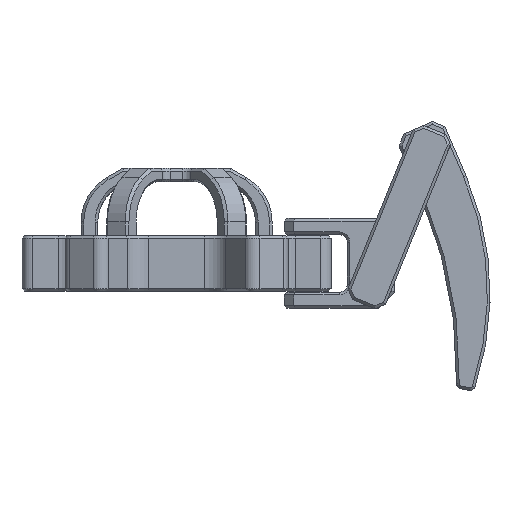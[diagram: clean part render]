
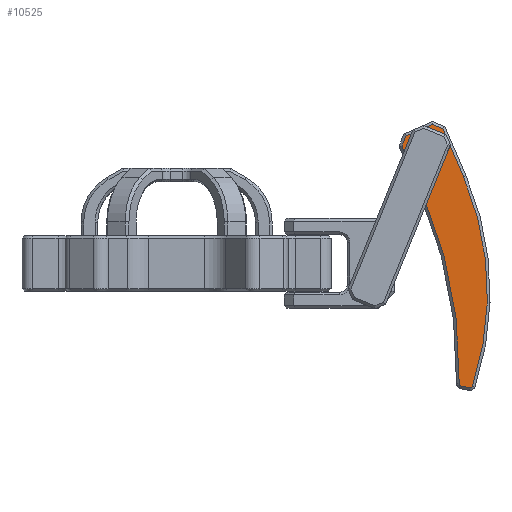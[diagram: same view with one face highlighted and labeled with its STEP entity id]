
A CAD part, front view. The second image highlights one B-rep face of the part: STEP entity #10525.
In plain terms, the highlighted planar face has unit normal (0, -1, 0).
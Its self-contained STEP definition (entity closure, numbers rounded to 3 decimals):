
#152=FACE_BOUND('',#1659,.T.);
#533=CIRCLE('',#11418,67.082);
#535=CIRCLE('',#11421,0.4);
#537=CIRCLE('',#11427,0.4);
#539=CIRCLE('',#11430,43.894);
#540=CIRCLE('',#11437,2.3);
#999=FACE_OUTER_BOUND('',#1658,.T.);
#1658=EDGE_LOOP('',(#8594,#8595,#8596,#8597,#8598,#8599,#8600,#8601,#8602,
#8603));
#1659=EDGE_LOOP('',(#8604));
#2634=LINE('',#16573,#3832);
#2637=LINE('',#16578,#3835);
#2641=LINE('',#16593,#3839);
#2645=LINE('',#16600,#3843);
#2646=LINE('',#16602,#3844);
#2649=LINE('',#16616,#3847);
#3832=VECTOR('',#13621,2.);
#3835=VECTOR('',#13626,2.);
#3839=VECTOR('',#13642,2.);
#3843=VECTOR('',#13648,2.);
#3844=VECTOR('',#13651,2.);
#3847=VECTOR('',#13668,2.);
#4860=VERTEX_POINT('',#16570);
#4861=VERTEX_POINT('',#16572);
#4862=VERTEX_POINT('',#16576);
#4863=VERTEX_POINT('',#16580);
#4864=VERTEX_POINT('',#16582);
#4866=VERTEX_POINT('',#16588);
#4867=VERTEX_POINT('',#16592);
#4869=VERTEX_POINT('',#16598);
#4871=VERTEX_POINT('',#16606);
#4873=VERTEX_POINT('',#16612);
#4874=VERTEX_POINT('',#16627);
#6120=EDGE_CURVE('',#4860,#4861,#2634,.T.);
#6123=EDGE_CURVE('',#4862,#4860,#2637,.T.);
#6126=EDGE_CURVE('',#4864,#4863,#533,.T.);
#6129=EDGE_CURVE('',#4866,#4864,#535,.T.);
#6130=EDGE_CURVE('',#4863,#4867,#2641,.T.);
#6134=EDGE_CURVE('',#4869,#4866,#2645,.T.);
#6135=EDGE_CURVE('',#4867,#4862,#2646,.T.);
#6138=EDGE_CURVE('',#4871,#4869,#537,.T.);
#6141=EDGE_CURVE('',#4873,#4871,#539,.T.);
#6142=EDGE_CURVE('',#4861,#4873,#2649,.T.);
#6148=EDGE_CURVE('',#4874,#4874,#540,.T.);
#8594=ORIENTED_EDGE('',*,*,#6126,.F.);
#8595=ORIENTED_EDGE('',*,*,#6129,.F.);
#8596=ORIENTED_EDGE('',*,*,#6134,.F.);
#8597=ORIENTED_EDGE('',*,*,#6138,.F.);
#8598=ORIENTED_EDGE('',*,*,#6141,.F.);
#8599=ORIENTED_EDGE('',*,*,#6142,.F.);
#8600=ORIENTED_EDGE('',*,*,#6120,.F.);
#8601=ORIENTED_EDGE('',*,*,#6123,.F.);
#8602=ORIENTED_EDGE('',*,*,#6135,.F.);
#8603=ORIENTED_EDGE('',*,*,#6130,.F.);
#8604=ORIENTED_EDGE('',*,*,#6148,.T.);
#9967=PLANE('',#11436);
#10525=ADVANCED_FACE('',(#999,#152),#9967,.T.);
#11418=AXIS2_PLACEMENT_3D('',#16584,#13631,#13632);
#11421=AXIS2_PLACEMENT_3D('',#16590,#13638,#13639);
#11427=AXIS2_PLACEMENT_3D('',#16608,#13657,#13658);
#11430=AXIS2_PLACEMENT_3D('',#16614,#13664,#13665);
#11436=AXIS2_PLACEMENT_3D('',#16626,#13682,#13683);
#11437=AXIS2_PLACEMENT_3D('',#16628,#13684,#13685);
#13621=DIRECTION('',(0.707,0.,0.707));
#13626=DIRECTION('',(0.,0.,1.));
#13631=DIRECTION('center_axis',(0.,-1.,0.));
#13632=DIRECTION('ref_axis',(0.,0.,
1.));
#13638=DIRECTION('center_axis',(0.,1.,0.));
#13639=DIRECTION('ref_axis',(0.261,0.,-0.965));
#13642=DIRECTION('',(-1.,0.,0.));
#13648=DIRECTION('',(-0.574,0.,-0.819));
#13651=DIRECTION('',(-0.707,0.,0.707));
#13657=DIRECTION('center_axis',(0.,1.,0.));
#13658=DIRECTION('ref_axis',(0.993,0.,0.117));
#13664=DIRECTION('center_axis',(0.,1.,0.));
#13665=DIRECTION('ref_axis',(0.,0.,
1.));
#13668=DIRECTION('',(1.,0.,0.));
#13682=DIRECTION('center_axis',(0.,-1.,0.));
#13683=DIRECTION('ref_axis',(0.,0.,
-1.));
#13684=DIRECTION('center_axis',(0.,1.,0.));
#13685=DIRECTION('ref_axis',(0.,0.,-1.));
#16570=CARTESIAN_POINT('',(177.466,16.778,-130.44));
#16572=CARTESIAN_POINT('',(178.632,16.778,-129.274));
#16573=CARTESIAN_POINT('',(181.245,16.778,-126.663));
#16576=CARTESIAN_POINT('',(177.466,16.778,-134.708));
#16578=CARTESIAN_POINT('',(177.465,16.778,-136.015));
#16580=CARTESIAN_POINT('',(186.465,16.778,-135.876));
#16582=CARTESIAN_POINT('',(214.458,16.778,-142.001));
#16584=CARTESIAN_POINT('Origin',(186.452,16.778,-202.957));
#16588=CARTESIAN_POINT('',(214.952,16.778,-141.867));
#16590=CARTESIAN_POINT('Origin',(214.625,16.778,-141.638));
#16592=CARTESIAN_POINT('',(178.631,16.778,-135.874));
#16593=CARTESIAN_POINT('',(191.596,16.778,-135.877));
#16598=CARTESIAN_POINT('',(215.654,16.778,-140.866));
#16600=CARTESIAN_POINT('',(213.941,16.778,-143.311));
#16602=CARTESIAN_POINT('',(182.833,16.778,-140.078));
#16606=CARTESIAN_POINT('',(215.591,16.778,-140.338));
#16608=CARTESIAN_POINT('Origin',(215.326,16.778,-140.637));
#16612=CARTESIAN_POINT('',(186.467,16.778,-129.276));
#16614=CARTESIAN_POINT('Origin',(186.458,16.778,-173.17));
#16616=CARTESIAN_POINT('',(186.897,16.778,-129.276));
#16626=CARTESIAN_POINT('Origin',(196.727,16.778,-135.76));
#16627=CARTESIAN_POINT('',(180.466,16.778,-130.275));
#16628=CARTESIAN_POINT('Origin',(180.466,16.778,-132.575));
